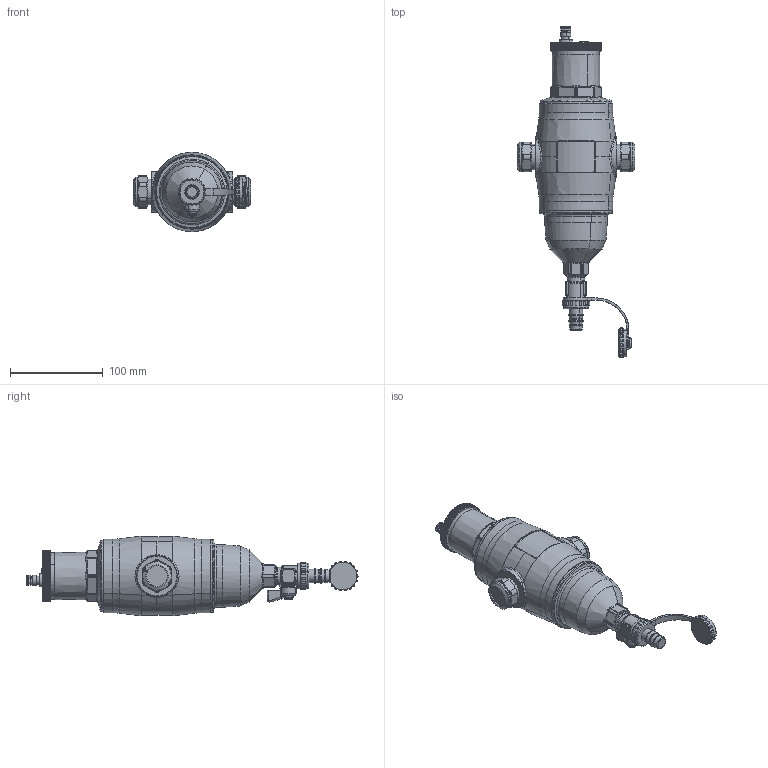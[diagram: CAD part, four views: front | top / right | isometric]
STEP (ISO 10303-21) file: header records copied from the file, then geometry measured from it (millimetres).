
FILE_DESCRIPTION(('CATIA V5 STEP Exchange'),'2;1');
FILE_NAME('STEP_546002_-_TST.stp','2017-11-16T07:15:58+00:00',('none'),('none'),'CATIA Version 5-6 Release 2016 SP4','CATIA V5 STEP AP203','none');
FILE_SCHEMA(('CONFIG_CONTROL_DESIGN'));
Products named in the file (1): _5460020001_sw0001
Bounding box: 126.99 x 358.64 x 85.86 mm (x, y, z)
Surface area: 90139.4 mm2 (no closed solid volume)
Topology: 0 solids, 32 shells, 1650 faces, 5336 edges, 3456 vertices
Faces by surface type: cylinder 600, bspline 383, plane 317, torus 215, cone 131, sphere 4
Entity records: 78346 total; most frequent: CARTESIAN_POINT 40713, ORIENTED_EDGE 9004, EDGE_CURVE 5324, DIRECTION 5125, VERTEX_POINT 3456, AXIS2_PLACEMENT_3D 2342, B_SPLINE_CURVE_WITH_KNOTS 1983, ADVANCED_FACE 1650
